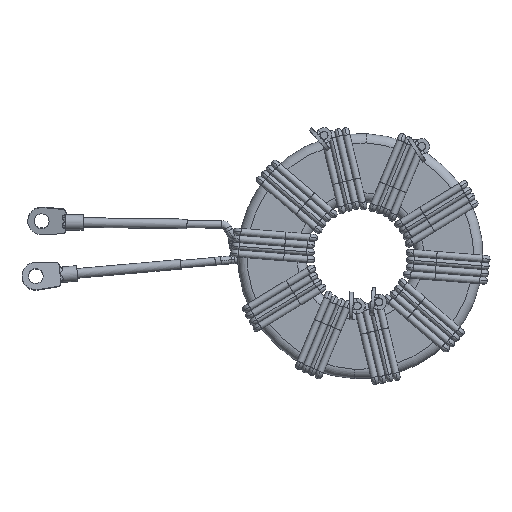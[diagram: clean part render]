
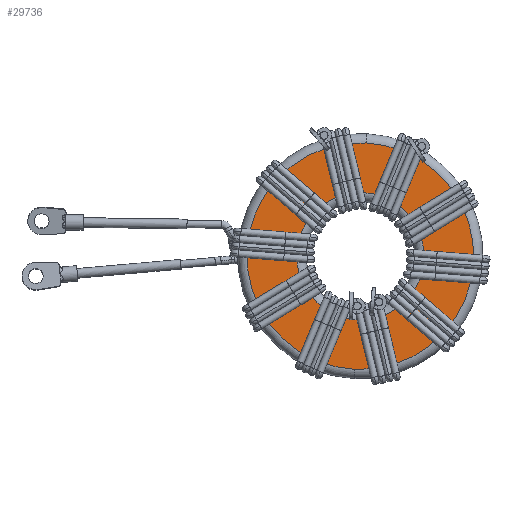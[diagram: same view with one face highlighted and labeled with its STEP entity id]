
A CAD part, front view. The second image highlights one B-rep face of the part: STEP entity #29736.
In plain terms, the highlighted face is planar.
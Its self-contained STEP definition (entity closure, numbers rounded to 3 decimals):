
#171 = DIRECTION ( 'NONE',  ( 0., -1., 0. ) ) ;
#694 = ORIENTED_EDGE ( 'NONE', *, *, #4495, .T. ) ;
#788 = ORIENTED_EDGE ( 'NONE', *, *, #14341, .T. ) ;
#976 = DIRECTION ( 'NONE',  ( 0., 0., 1. ) ) ;
#3253 = CARTESIAN_POINT ( 'NONE',  ( 0., 0., 0. ) ) ;
#3471 = DIRECTION ( 'NONE',  ( 0., -1., 0. ) ) ;
#4495 = EDGE_CURVE ( 'NONE', #18498, #23129, #28119, .T. ) ;
#5396 = AXIS2_PLACEMENT_3D ( 'NONE', #12358, #14643, #171 ) ;
#5755 = DIRECTION ( 'NONE',  ( 0., -1., 0. ) ) ;
#5829 = CARTESIAN_POINT ( 'NONE',  ( 0., 0., 0. ) ) ;
#7227 = CARTESIAN_POINT ( 'NONE',  ( 0., 18.4, 0. ) ) ;
#7770 = FACE_BOUND ( 'NONE', #14644, .T. ) ;
#8144 = CIRCLE ( 'NONE', #14231, 32.75 ) ;
#10171 = AXIS2_PLACEMENT_3D ( 'NONE', #20179, #23098, #10755 ) ;
#10755 = DIRECTION ( 'NONE',  ( 0., -1., 0. ) ) ;
#11770 = EDGE_CURVE ( 'NONE', #23129, #18498, #8144, .T. ) ;
#12358 = CARTESIAN_POINT ( 'NONE',  ( 0., 0., 0. ) ) ;
#13097 = PLANE ( 'NONE',  #14145 ) ;
#14145 = AXIS2_PLACEMENT_3D ( 'NONE', #5829, #30446, #17766 ) ;
#14231 = AXIS2_PLACEMENT_3D ( 'NONE', #27980, #20647, #5755 ) ;
#14341 = EDGE_CURVE ( 'NONE', #14723, #15844, #22442, .T. ) ;
#14643 = DIRECTION ( 'NONE',  ( 0., 0., -1. ) ) ;
#14644 = EDGE_LOOP ( 'NONE', ( #29544, #788 ) ) ;
#14723 = VERTEX_POINT ( 'NONE', #7227 ) ;
#15325 = ORIENTED_EDGE ( 'NONE', *, *, #11770, .T. ) ;
#15503 = AXIS2_PLACEMENT_3D ( 'NONE', #3253, #976, #3471 ) ;
#15844 = VERTEX_POINT ( 'NONE', #18113 ) ;
#16192 = CARTESIAN_POINT ( 'NONE',  ( 0., 32.75, 0. ) ) ;
#17766 = DIRECTION ( 'NONE',  ( 0., -1., 0. ) ) ;
#18113 = CARTESIAN_POINT ( 'NONE',  ( 0., -18.4, 0. ) ) ;
#18498 = VERTEX_POINT ( 'NONE', #23714 ) ;
#19821 = FACE_OUTER_BOUND ( 'NONE', #29647, .T. ) ;
#20179 = CARTESIAN_POINT ( 'NONE',  ( 0., 0., 0. ) ) ;
#20324 = CIRCLE ( 'NONE', #5396, 18.4 ) ;
#20647 = DIRECTION ( 'NONE',  ( 0., 0., 1. ) ) ;
#21862 = EDGE_CURVE ( 'NONE', #15844, #14723, #20324, .T. ) ;
#22442 = CIRCLE ( 'NONE', #10171, 18.4 ) ;
#23098 = DIRECTION ( 'NONE',  ( 0., 0., -1. ) ) ;
#23129 = VERTEX_POINT ( 'NONE', #16192 ) ;
#23714 = CARTESIAN_POINT ( 'NONE',  ( 0., -32.75, 0. ) ) ;
#27980 = CARTESIAN_POINT ( 'NONE',  ( 0., 0., 0. ) ) ;
#28119 = CIRCLE ( 'NONE', #15503, 32.75 ) ;
#29544 = ORIENTED_EDGE ( 'NONE', *, *, #21862, .T. ) ;
#29647 = EDGE_LOOP ( 'NONE', ( #694, #15325 ) ) ;
#29736 = ADVANCED_FACE ( 'NONE', ( #7770, #19821 ), #13097, .F. ) ;
#30446 = DIRECTION ( 'NONE',  ( 0., 0., -1. ) ) ;
